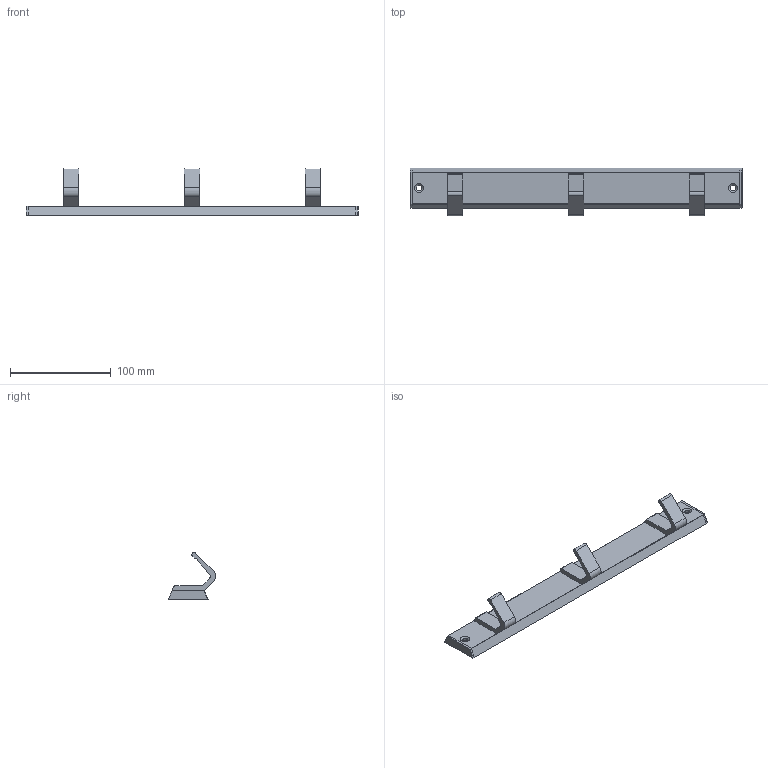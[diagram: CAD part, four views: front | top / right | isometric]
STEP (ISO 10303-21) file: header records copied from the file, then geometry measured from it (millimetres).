
FILE_DESCRIPTION(('Creo Elements/Direct Modeling STEP Export'),'2;1');
FILE_NAME('2083-330.stp','2024-09-23T11:40:24',(''),(''),'Creo Elements/Direct Modeling STEP processor for AP214 (Solid Model)','Creo Elements/Direct Modeling 20.0 12-Nov-2016 (C) Parametric Technology GmbH','');
FILE_SCHEMA(('AUTOMOTIVE_DESIGN { 1 0 10303 214 1 1 1 1 }'));
Length unit declared in the file: millimetre
Products named in the file (4): Haken; Leiste; Abdeckkappe; AL-9161
Assembly tree (6 placements, depth 2):
  AL-9161
    Abdeckkappe  x2
    Haken  x3
    Leiste
Bounding box: 330 x 47.56 x 46.69 mm (x, y, z)
Volume: 46440.1 mm3; surface area: 48402.4 mm2
Topology: 6 solids, 6 shells, 224 faces, 618 edges, 396 vertices
Faces by surface type: plane 142, cylinder 64, cone 14, sphere 4
Entity records: 3896 total; most frequent: ORIENTED_EDGE 686, CARTESIAN_POINT 650, DIRECTION 611, EDGE_CURVE 343, VECTOR 249, LINE 249, VERTEX_POINT 220, AXIS2_PLACEMENT_3D 181
